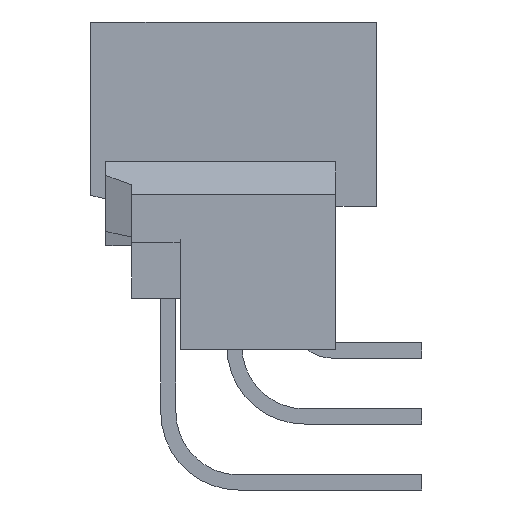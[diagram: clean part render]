
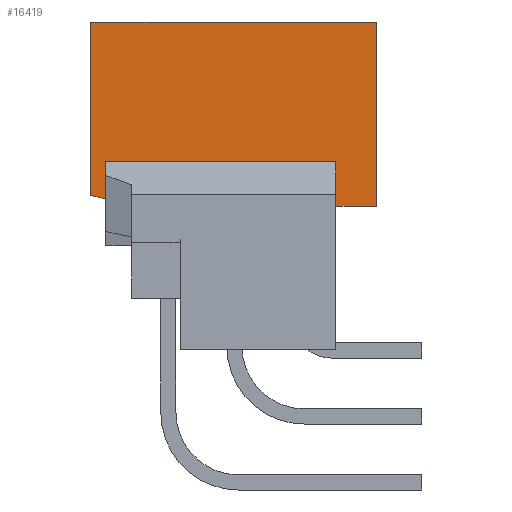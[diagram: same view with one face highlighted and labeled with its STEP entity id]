
A CAD part, left-side view. The second image highlights one B-rep face of the part: STEP entity #16419.
In plain terms, the highlighted planar face has unit normal (-1, 0, 0).
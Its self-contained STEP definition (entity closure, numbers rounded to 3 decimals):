
#72=DIRECTION('',(0.,-1.,0.));
#73=VECTOR('',#72,8.213);
#74=CARTESIAN_POINT('',(-23.56,4.278,-5.38));
#75=LINE('',#74,#73);
#76=DIRECTION('',(0.,0.,1.));
#77=VECTOR('',#76,1.618);
#78=CARTESIAN_POINT('',(-23.56,4.278,-6.998));
#79=LINE('',#78,#77);
#80=DIRECTION('',(0.,0.966,0.259));
#81=VECTOR('',#80,1.265);
#82=CARTESIAN_POINT('',(-23.56,4.278,-6.998));
#83=LINE('',#82,#81);
#84=DIRECTION('',(0.,0.,1.));
#85=VECTOR('',#84,6.671);
#86=CARTESIAN_POINT('',(-23.56,5.5,-6.671));
#87=LINE('',#86,#85);
#88=DIRECTION('',(0.,-1.,0.));
#89=VECTOR('',#88,11.);
#90=CARTESIAN_POINT('',(-23.56,5.5,0.));
#91=LINE('',#90,#89);
#92=DIRECTION('',(0.,0.,-1.));
#93=VECTOR('',#92,7.09);
#94=CARTESIAN_POINT('',(-23.56,-5.5,0.));
#95=LINE('',#94,#93);
#96=DIRECTION('',(0.,1.,0.));
#97=VECTOR('',#96,1.565);
#98=CARTESIAN_POINT('',(-23.56,-5.5,-7.09));
#99=LINE('',#98,#97);
#100=DIRECTION('',(0.,0.,1.));
#101=VECTOR('',#100,1.71);
#102=CARTESIAN_POINT('',(-23.56,-3.935,-7.09));
#103=LINE('',#102,#101);
#12378=CARTESIAN_POINT('',(-23.56,5.5,-6.671));
#12379=CARTESIAN_POINT('',(-23.56,5.5,0.));
#12380=VERTEX_POINT('',#12378);
#12381=VERTEX_POINT('',#12379);
#12382=CARTESIAN_POINT('',(-23.56,-5.5,0.));
#12383=VERTEX_POINT('',#12382);
#12384=CARTESIAN_POINT('',(-23.56,-5.5,-7.09));
#12385=VERTEX_POINT('',#12384);
#12424=CARTESIAN_POINT('',(-23.56,4.278,-5.38));
#12425=VERTEX_POINT('',#12424);
#16206=CARTESIAN_POINT('',(-23.56,-3.935,-5.38));
#16207=VERTEX_POINT('',#16206);
#16208=CARTESIAN_POINT('',(-23.56,-3.935,-7.09));
#16209=VERTEX_POINT('',#16208);
#16210=CARTESIAN_POINT('',(-23.56,4.278,-6.998));
#16211=VERTEX_POINT('',#16210);
#16396=CARTESIAN_POINT('',(-23.56,0.,0.));
#16397=DIRECTION('',(1.,0.,0.));
#16398=DIRECTION('',(0.,0.,-1.));
#16399=AXIS2_PLACEMENT_3D('',#16396,#16397,#16398);
#16400=PLANE('',#16399);
#16402=ORIENTED_EDGE('',*,*,#16401,.F.);
#16404=ORIENTED_EDGE('',*,*,#16403,.F.);
#16406=ORIENTED_EDGE('',*,*,#16405,.T.);
#16408=ORIENTED_EDGE('',*,*,#16407,.T.);
#16410=ORIENTED_EDGE('',*,*,#16409,.T.);
#16412=ORIENTED_EDGE('',*,*,#16411,.T.);
#16414=ORIENTED_EDGE('',*,*,#16413,.T.);
#16416=ORIENTED_EDGE('',*,*,#16415,.T.);
#16417=EDGE_LOOP('',(#16402,#16404,#16406,#16408,#16410,#16412,#16414,#16416));
#16418=FACE_OUTER_BOUND('',#16417,.F.);
#16419=ADVANCED_FACE('',(#16418),#16400,.F.);
#16401=EDGE_CURVE('',#12425,#16207,#75,.T.);
#16403=EDGE_CURVE('',#16211,#12425,#79,.T.);
#16405=EDGE_CURVE('',#16211,#12380,#83,.T.);
#16407=EDGE_CURVE('',#12380,#12381,#87,.T.);
#16409=EDGE_CURVE('',#12381,#12383,#91,.T.);
#16411=EDGE_CURVE('',#12383,#12385,#95,.T.);
#16413=EDGE_CURVE('',#12385,#16209,#99,.T.);
#16415=EDGE_CURVE('',#16209,#16207,#103,.T.);
